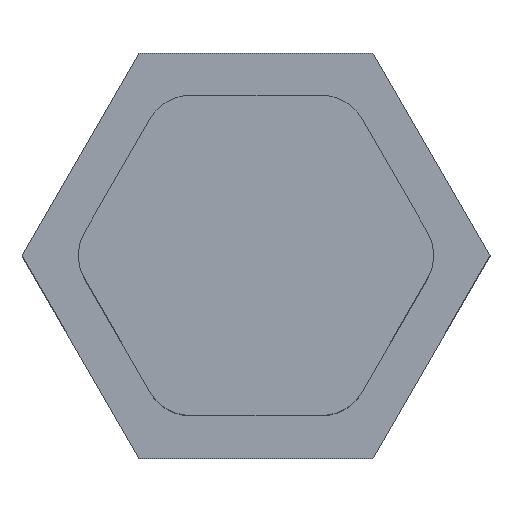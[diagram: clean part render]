
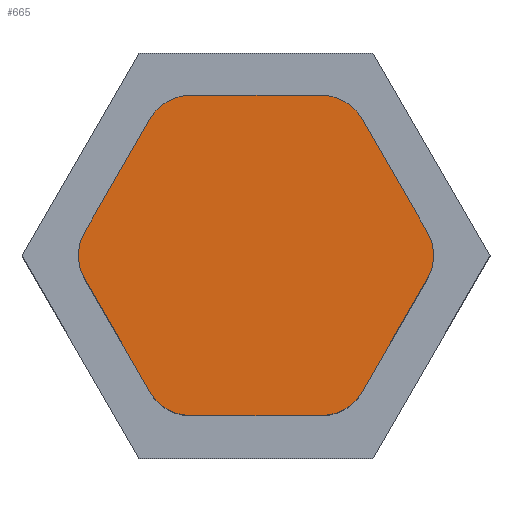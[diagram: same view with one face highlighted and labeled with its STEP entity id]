
A CAD part, top view. The second image highlights one B-rep face of the part: STEP entity #665.
In plain terms, the highlighted planar face has unit normal (0, 0, 1).
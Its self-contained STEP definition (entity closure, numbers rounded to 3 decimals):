
#351 = VERTEX_POINT('',#352);
#352 = CARTESIAN_POINT('',(-2.264,-2.921,3.9));
#358 = EDGE_CURVE('',#351,#359,#361,.T.);
#359 = VERTEX_POINT('',#360);
#360 = CARTESIAN_POINT('',(-1.398,-3.421,3.9));
#361 = CIRCLE('',#362,1.);
#362 = AXIS2_PLACEMENT_3D('',#363,#364,#365);
#363 = CARTESIAN_POINT('',(-1.398,-2.421,3.9));
#364 = DIRECTION('',(0.,0.,1.));
#365 = DIRECTION('',(1.,0.,0.));
#383 = VERTEX_POINT('',#384);
#384 = CARTESIAN_POINT('',(1.398,-3.421,3.9));
#390 = EDGE_CURVE('',#383,#359,#391,.T.);
#391 = LINE('',#392,#393);
#392 = CARTESIAN_POINT('',(1.398,-3.421,3.9));
#393 = VECTOR('',#394,1.);
#394 = DIRECTION('',(-1.,0.,0.));
#407 = EDGE_CURVE('',#383,#408,#410,.T.);
#408 = VERTEX_POINT('',#409);
#409 = CARTESIAN_POINT('',(2.264,-2.921,3.9));
#410 = CIRCLE('',#411,1.);
#411 = AXIS2_PLACEMENT_3D('',#412,#413,#414);
#412 = CARTESIAN_POINT('',(1.398,-2.421,3.9));
#413 = DIRECTION('',(0.,0.,1.));
#414 = DIRECTION('',(1.,0.,0.));
#432 = VERTEX_POINT('',#433);
#433 = CARTESIAN_POINT('',(3.661,-0.5,3.9));
#439 = EDGE_CURVE('',#432,#408,#440,.T.);
#440 = LINE('',#441,#442);
#441 = CARTESIAN_POINT('',(3.661,-0.5,3.9));
#442 = VECTOR('',#443,1.);
#443 = DIRECTION('',(-0.5,-0.866,0.));
#456 = EDGE_CURVE('',#432,#457,#459,.T.);
#457 = VERTEX_POINT('',#458);
#458 = CARTESIAN_POINT('',(3.661,0.5,3.9));
#459 = CIRCLE('',#460,1.);
#460 = AXIS2_PLACEMENT_3D('',#461,#462,#463);
#461 = CARTESIAN_POINT('',(2.795,0.,3.9));
#462 = DIRECTION('',(0.,0.,1.));
#463 = DIRECTION('',(1.,0.,0.));
#481 = VERTEX_POINT('',#482);
#482 = CARTESIAN_POINT('',(2.264,2.921,3.9));
#488 = EDGE_CURVE('',#481,#457,#489,.T.);
#489 = LINE('',#490,#491);
#490 = CARTESIAN_POINT('',(2.264,2.921,3.9));
#491 = VECTOR('',#492,1.);
#492 = DIRECTION('',(0.5,-0.866,0.));
#505 = EDGE_CURVE('',#481,#506,#508,.T.);
#506 = VERTEX_POINT('',#507);
#507 = CARTESIAN_POINT('',(1.398,3.421,3.9));
#508 = CIRCLE('',#509,1.);
#509 = AXIS2_PLACEMENT_3D('',#510,#511,#512);
#510 = CARTESIAN_POINT('',(1.398,2.421,3.9));
#511 = DIRECTION('',(0.,0.,1.));
#512 = DIRECTION('',(1.,0.,0.));
#530 = VERTEX_POINT('',#531);
#531 = CARTESIAN_POINT('',(-1.398,3.421,3.9));
#537 = EDGE_CURVE('',#530,#506,#538,.T.);
#538 = LINE('',#539,#540);
#539 = CARTESIAN_POINT('',(-1.398,3.421,3.9));
#540 = VECTOR('',#541,1.);
#541 = DIRECTION('',(1.,0.,0.));
#554 = EDGE_CURVE('',#530,#555,#557,.T.);
#555 = VERTEX_POINT('',#556);
#556 = CARTESIAN_POINT('',(-2.264,2.921,3.9));
#557 = CIRCLE('',#558,1.);
#558 = AXIS2_PLACEMENT_3D('',#559,#560,#561);
#559 = CARTESIAN_POINT('',(-1.398,2.421,3.9));
#560 = DIRECTION('',(0.,0.,1.));
#561 = DIRECTION('',(1.,0.,0.));
#579 = VERTEX_POINT('',#580);
#580 = CARTESIAN_POINT('',(-3.661,0.5,3.9));
#586 = EDGE_CURVE('',#579,#555,#587,.T.);
#587 = LINE('',#588,#589);
#588 = CARTESIAN_POINT('',(-3.661,0.5,3.9));
#589 = VECTOR('',#590,1.);
#590 = DIRECTION('',(0.5,0.866,0.));
#603 = EDGE_CURVE('',#579,#604,#606,.T.);
#604 = VERTEX_POINT('',#605);
#605 = CARTESIAN_POINT('',(-3.661,-0.5,3.9));
#606 = CIRCLE('',#607,1.);
#607 = AXIS2_PLACEMENT_3D('',#608,#609,#610);
#608 = CARTESIAN_POINT('',(-2.795,0.,3.9));
#609 = DIRECTION('',(0.,0.,1.));
#610 = DIRECTION('',(1.,0.,0.));
#628 = EDGE_CURVE('',#351,#604,#629,.T.);
#629 = LINE('',#630,#631);
#630 = CARTESIAN_POINT('',(-2.264,-2.921,3.9));
#631 = VECTOR('',#632,1.);
#632 = DIRECTION('',(-0.5,0.866,0.));
#665 = ADVANCED_FACE('',(#666),#680,.T.);
#666 = FACE_BOUND('',#667,.F.);
#667 = EDGE_LOOP('',(#668,#669,#670,#671,#672,#673,#674,#675,#676,#677,
    #678,#679));
#668 = ORIENTED_EDGE('',*,*,#628,.T.);
#669 = ORIENTED_EDGE('',*,*,#603,.F.);
#670 = ORIENTED_EDGE('',*,*,#586,.T.);
#671 = ORIENTED_EDGE('',*,*,#554,.F.);
#672 = ORIENTED_EDGE('',*,*,#537,.T.);
#673 = ORIENTED_EDGE('',*,*,#505,.F.);
#674 = ORIENTED_EDGE('',*,*,#488,.T.);
#675 = ORIENTED_EDGE('',*,*,#456,.F.);
#676 = ORIENTED_EDGE('',*,*,#439,.T.);
#677 = ORIENTED_EDGE('',*,*,#407,.F.);
#678 = ORIENTED_EDGE('',*,*,#390,.T.);
#679 = ORIENTED_EDGE('',*,*,#358,.F.);
#680 = PLANE('',#681);
#681 = AXIS2_PLACEMENT_3D('',#682,#683,#684);
#682 = CARTESIAN_POINT('',(0.,0.,3.9));
#683 = DIRECTION('',(0.,0.,1.));
#684 = DIRECTION('',(1.,0.,0.));
